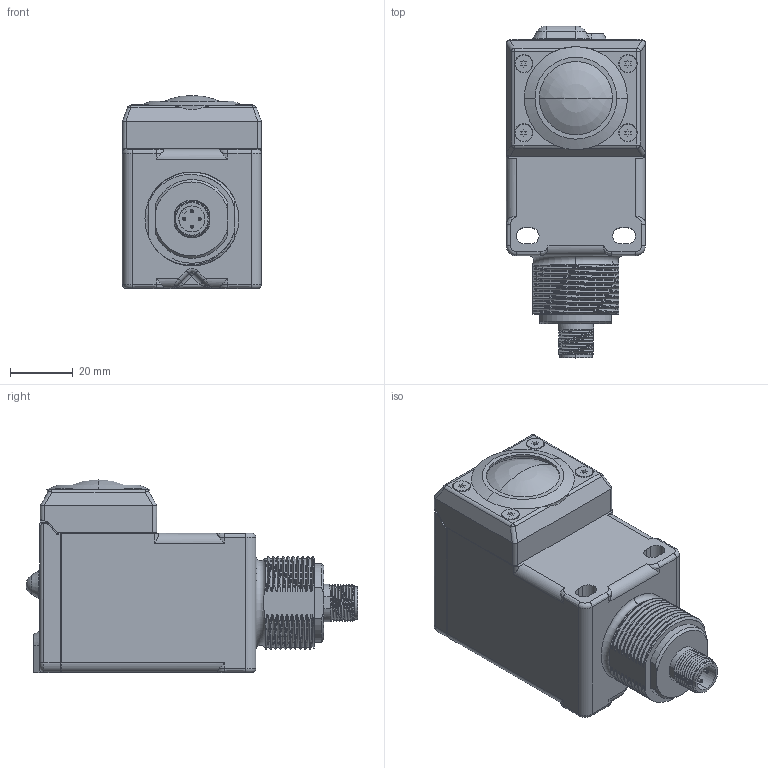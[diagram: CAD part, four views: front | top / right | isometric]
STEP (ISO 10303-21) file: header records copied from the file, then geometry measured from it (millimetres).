
FILE_DESCRIPTION((''),'2;1');
FILE_NAME('156710_ASM','2015-10-02T',('pdmadmin'),(''),'PRO/ENGINEER BY PARAMETRIC TECHNOLOGY CORPORATION, 2013230','PRO/ENGINEER BY PARAMETRIC TECHNOLOGY CORPORATION, 2013230','');
FILE_SCHEMA(('CONFIG_CONTROL_DESIGN'));
Products named in the file (13): 128327; 28723; 137866_ASM; 34619; 14840; 35813; 126238_ASM; 35035; 09036; 48355; 107054; 08427; 156710_ASM
Assembly tree (15 placements, depth 3):
  156710_ASM
    137866_ASM
      128327
      28723
    126238_ASM
      34619
      14840
      35813
    35035
    09036
    48355  x4
    107054
    08427
Bounding box: 44.53 x 106.03 x 61.66 mm (x, y, z)
Volume: 73085.6 mm3; surface area: 51837.2 mm2
Topology: 13 solids, 13 shells, 1162 faces, 2925 edges, 1811 vertices
Faces by surface type: plane 409, cylinder 401, bspline 171, cone 84, torus 60, sphere 37
Entity records: 55167 total; most frequent: CARTESIAN_POINT 29681, ORIENTED_EDGE 5518, DIRECTION 4866, EDGE_CURVE 2759, AXIS2_PLACEMENT_3D 1740, VERTEX_POINT 1715, VECTOR 1386, LINE 1386
